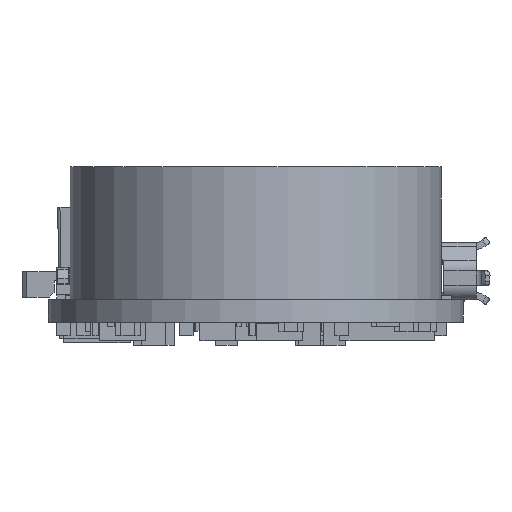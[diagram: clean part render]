
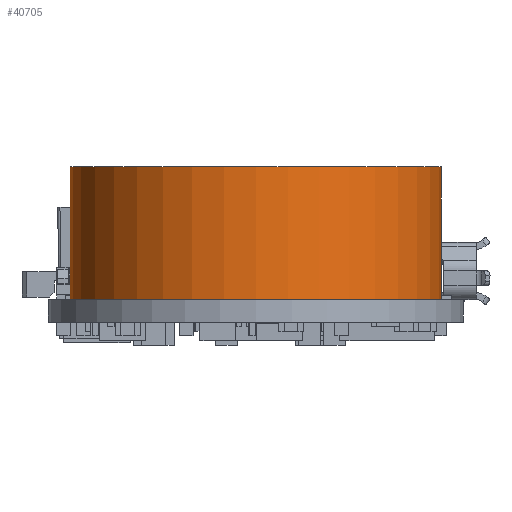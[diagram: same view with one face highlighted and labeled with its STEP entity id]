
A CAD part, left-side view. The second image highlights one B-rep face of the part: STEP entity #40705.
In plain terms, the highlighted cylindrical face has radius 8.05 mm (diameter 16.1 mm), a full revolution.
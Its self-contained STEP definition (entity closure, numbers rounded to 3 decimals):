
#40705 = ADVANCED_FACE('',(#40706),#40733,.T.);
#40706 = FACE_BOUND('',#40707,.T.);
#40707 = EDGE_LOOP('',(#40708,#40717,#40725,#40732));
#40708 = ORIENTED_EDGE('',*,*,#40709,.T.);
#40709 = EDGE_CURVE('',#40710,#40710,#40712,.T.);
#40710 = VERTEX_POINT('',#40711);
#40711 = CARTESIAN_POINT('',(8.05,0.,0.));
#40712 = CIRCLE('',#40713,8.05);
#40713 = AXIS2_PLACEMENT_3D('',#40714,#40715,#40716);
#40714 = CARTESIAN_POINT('',(0.,0.,0.));
#40715 = DIRECTION('',(0.,0.,1.));
#40716 = DIRECTION('',(1.,0.,-0.));
#40717 = ORIENTED_EDGE('',*,*,#40718,.T.);
#40718 = EDGE_CURVE('',#40710,#40719,#40721,.T.);
#40719 = VERTEX_POINT('',#40720);
#40720 = CARTESIAN_POINT('',(8.05,0.,5.76));
#40721 = LINE('',#40722,#40723);
#40722 = CARTESIAN_POINT('',(8.05,0.,0.));
#40723 = VECTOR('',#40724,1.);
#40724 = DIRECTION('',(0.,0.,1.));
#40725 = ORIENTED_EDGE('',*,*,#40726,.F.);
#40726 = EDGE_CURVE('',#40719,#40719,#40727,.T.);
#40727 = CIRCLE('',#40728,8.05);
#40728 = AXIS2_PLACEMENT_3D('',#40729,#40730,#40731);
#40729 = CARTESIAN_POINT('',(0.,0.,5.76));
#40730 = DIRECTION('',(0.,0.,1.));
#40731 = DIRECTION('',(1.,0.,-0.));
#40732 = ORIENTED_EDGE('',*,*,#40718,.F.);
#40733 = CYLINDRICAL_SURFACE('',#40734,8.05);
#40734 = AXIS2_PLACEMENT_3D('',#40735,#40736,#40737);
#40735 = CARTESIAN_POINT('',(0.,0.,0.));
#40736 = DIRECTION('',(-0.,-0.,-1.));
#40737 = DIRECTION('',(1.,0.,-0.));
